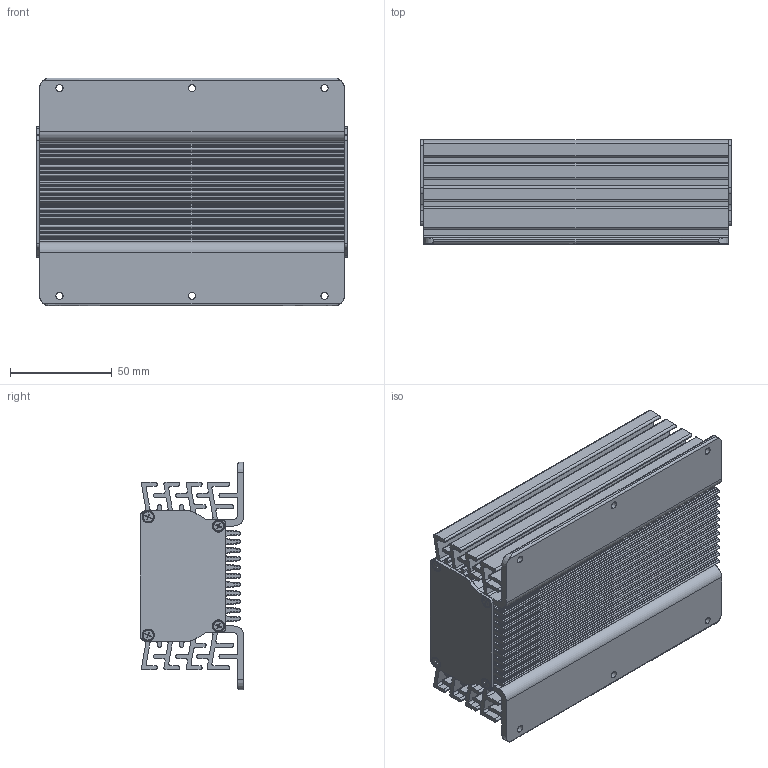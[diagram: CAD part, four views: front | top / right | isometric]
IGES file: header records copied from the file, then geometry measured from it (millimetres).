
Start section: SolidWorks IGES file using analytic representation for surfaces
Global section: file name: BOX-20170306.IGS; native system: SolidWorks 2014; preprocessor: SolidWorks 2014; author: Administrator; date: 170313.153536; units: millimetre
Bounding box: 152.4 x 51 x 111.8 mm (x, y, z)
Surface area: 198339.8 mm2 (no closed solid volume)
Topology: 0 solids, 0 shells, 1258 faces, 17180 edges, 17180 vertices
Faces by surface type: revolution 877, bspline 381
